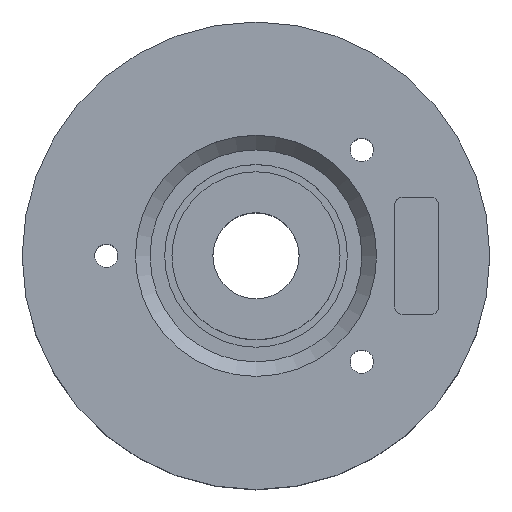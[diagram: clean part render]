
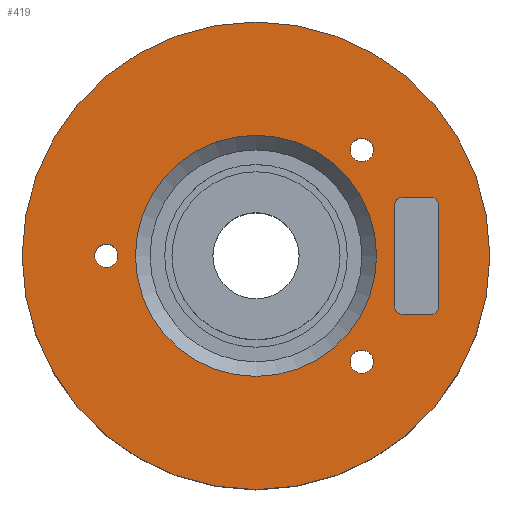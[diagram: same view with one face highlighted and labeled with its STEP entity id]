
A CAD part, top view. The second image highlights one B-rep face of the part: STEP entity #419.
In plain terms, the highlighted planar face has unit normal (0, 0, 1).
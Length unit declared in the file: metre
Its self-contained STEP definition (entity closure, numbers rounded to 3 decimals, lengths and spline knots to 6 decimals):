
#15=LINE('',#694,#31);
#16=LINE('',#699,#32);
#17=LINE('',#703,#33);
#18=LINE('',#707,#34);
#31=VECTOR('',#561,1.);
#32=VECTOR('',#564,1.);
#33=VECTOR('',#567,1.);
#34=VECTOR('',#570,1.);
#47=PLANE('',#481);
#67=ORIENTED_EDGE('',*,*,#155,.F.);
#68=ORIENTED_EDGE('',*,*,#165,.F.);
#69=ORIENTED_EDGE('',*,*,#166,.F.);
#70=ORIENTED_EDGE('',*,*,#167,.T.);
#71=ORIENTED_EDGE('',*,*,#168,.F.);
#72=ORIENTED_EDGE('',*,*,#169,.T.);
#73=ORIENTED_EDGE('',*,*,#170,.F.);
#74=ORIENTED_EDGE('',*,*,#171,.F.);
#75=ORIENTED_EDGE('',*,*,#172,.F.);
#76=ORIENTED_EDGE('',*,*,#161,.F.);
#77=ORIENTED_EDGE('',*,*,#159,.F.);
#78=ORIENTED_EDGE('',*,*,#157,.F.);
#79=ORIENTED_EDGE('',*,*,#163,.T.);
#155=EDGE_CURVE('',#204,#204,#245,.T.);
#157=EDGE_CURVE('',#206,#206,#247,.T.);
#159=EDGE_CURVE('',#208,#208,#249,.T.);
#161=EDGE_CURVE('',#210,#210,#251,.T.);
#163=EDGE_CURVE('',#212,#212,#253,.T.);
#165=EDGE_CURVE('',#214,#215,#15,.T.);
#166=EDGE_CURVE('',#216,#214,#255,.T.);
#167=EDGE_CURVE('',#216,#217,#16,.T.);
#168=EDGE_CURVE('',#218,#217,#256,.T.);
#169=EDGE_CURVE('',#218,#219,#17,.T.);
#170=EDGE_CURVE('',#220,#219,#257,.T.);
#171=EDGE_CURVE('',#221,#220,#18,.T.);
#172=EDGE_CURVE('',#215,#221,#258,.T.);
#204=VERTEX_POINT('',#670);
#206=VERTEX_POINT('',#675);
#208=VERTEX_POINT('',#680);
#210=VERTEX_POINT('',#685);
#212=VERTEX_POINT('',#690);
#214=VERTEX_POINT('',#695);
#215=VERTEX_POINT('',#696);
#216=VERTEX_POINT('',#698);
#217=VERTEX_POINT('',#700);
#218=VERTEX_POINT('',#702);
#219=VERTEX_POINT('',#704);
#220=VERTEX_POINT('',#706);
#221=VERTEX_POINT('',#708);
#245=CIRCLE('',#467,0.00825);
#247=CIRCLE('',#470,0.0008);
#249=CIRCLE('',#473,0.0008);
#251=CIRCLE('',#476,0.0008);
#253=CIRCLE('',#479,0.016);
#255=CIRCLE('',#482,0.0005);
#256=CIRCLE('',#483,0.0005);
#257=CIRCLE('',#484,0.0005);
#258=CIRCLE('',#485,0.0005);
#288=EDGE_LOOP('',(#67));
#289=EDGE_LOOP('',(#68,#69,#70,#71,#72,#73,#74,#75));
#290=EDGE_LOOP('',(#76));
#291=EDGE_LOOP('',(#77));
#292=EDGE_LOOP('',(#78));
#293=EDGE_LOOP('',(#79));
#348=FACE_BOUND('',#288,.T.);
#349=FACE_BOUND('',#289,.T.);
#350=FACE_BOUND('',#290,.T.);
#351=FACE_BOUND('',#291,.T.);
#352=FACE_BOUND('',#292,.T.);
#353=FACE_BOUND('',#293,.T.);
#419=ADVANCED_FACE('',(#348,#349,#350,#351,#352,#353),#47,.T.);
#467=AXIS2_PLACEMENT_3D('',#669,#531,#532);
#470=AXIS2_PLACEMENT_3D('',#674,#537,#538);
#473=AXIS2_PLACEMENT_3D('',#679,#543,#544);
#476=AXIS2_PLACEMENT_3D('',#684,#549,#550);
#479=AXIS2_PLACEMENT_3D('',#689,#555,#556);
#481=AXIS2_PLACEMENT_3D('',#693,#559,#560);
#482=AXIS2_PLACEMENT_3D('',#697,#562,#563);
#483=AXIS2_PLACEMENT_3D('',#701,#565,#566);
#484=AXIS2_PLACEMENT_3D('',#705,#568,#569);
#485=AXIS2_PLACEMENT_3D('',#709,#571,#572);
#531=DIRECTION('',(0.,0.,1.));
#532=DIRECTION('',(1.,0.,0.));
#537=DIRECTION('',(0.,0.,1.));
#538=DIRECTION('',(1.,0.,0.));
#543=DIRECTION('',(0.,0.,1.));
#544=DIRECTION('',(1.,0.,0.));
#549=DIRECTION('',(0.,0.,1.));
#550=DIRECTION('',(1.,0.,0.));
#555=DIRECTION('',(0.,0.,1.));
#556=DIRECTION('',(1.,0.,0.));
#559=DIRECTION('',(0.,0.,1.));
#560=DIRECTION('',(1.,0.,0.));
#561=DIRECTION('',(0.,-1.,0.));
#562=DIRECTION('',(0.,0.,1.));
#563=DIRECTION('',(1.,0.,0.));
#564=DIRECTION('',(1.,0.,0.));
#565=DIRECTION('',(0.,0.,1.));
#566=DIRECTION('',(1.,0.,0.));
#567=DIRECTION('',(0.,-1.,0.));
#568=DIRECTION('',(0.,0.,1.));
#569=DIRECTION('',(1.,0.,0.));
#570=DIRECTION('',(1.,0.,0.));
#571=DIRECTION('',(0.,0.,1.));
#572=DIRECTION('',(1.,0.,0.));
#669=CARTESIAN_POINT('',(0.,0.,0.0128));
#670=CARTESIAN_POINT('',(0.00825,0.,0.0128));
#674=CARTESIAN_POINT('',(0.007248,-0.007248,0.0128));
#675=CARTESIAN_POINT('',(0.008048,-0.007248,0.0128));
#679=CARTESIAN_POINT('',(0.007248,0.007248,0.0128));
#680=CARTESIAN_POINT('',(0.008048,0.007248,0.0128));
#684=CARTESIAN_POINT('',(-0.01025,0.,0.0128));
#685=CARTESIAN_POINT('',(-0.00945,0.,0.0128));
#689=CARTESIAN_POINT('',(0.,0.,0.0128));
#690=CARTESIAN_POINT('',(0.016,0.,0.0128));
#693=CARTESIAN_POINT('',(0.,0.,0.0128));
#694=CARTESIAN_POINT('',(0.0095,0.,0.0128));
#695=CARTESIAN_POINT('',(0.0095,0.0035,0.0128));
#696=CARTESIAN_POINT('',(0.0095,-0.0035,0.0128));
#697=CARTESIAN_POINT('',(0.01,0.0035,0.0128));
#698=CARTESIAN_POINT('',(0.01,0.004,0.0128));
#699=CARTESIAN_POINT('',(0.,0.004,0.0128));
#700=CARTESIAN_POINT('',(0.012,0.004,0.0128));
#701=CARTESIAN_POINT('',(0.012,0.0035,0.0128));
#702=CARTESIAN_POINT('',(0.0125,0.0035,0.0128));
#703=CARTESIAN_POINT('',(0.0125,0.,0.0128));
#704=CARTESIAN_POINT('',(0.0125,-0.0035,0.0128));
#705=CARTESIAN_POINT('',(0.012,-0.0035,0.0128));
#706=CARTESIAN_POINT('',(0.012,-0.004,0.0128));
#707=CARTESIAN_POINT('',(0.,-0.004,0.0128));
#708=CARTESIAN_POINT('',(0.01,-0.004,0.0128));
#709=CARTESIAN_POINT('',(0.01,-0.0035,0.0128));
